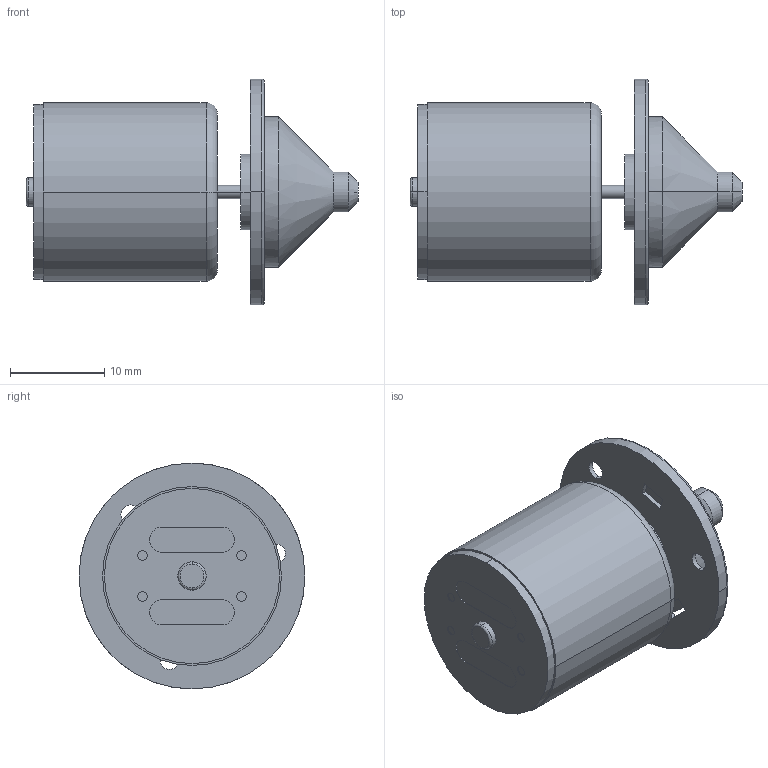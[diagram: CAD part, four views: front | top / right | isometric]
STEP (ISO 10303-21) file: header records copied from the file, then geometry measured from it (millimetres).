
FILE_DESCRIPTION(('produced by SPATIAL CORP'),'2;1');
FILE_NAME( 'test2.hh.sat.stp', '2002-04-19T14:10:39+00:00',('SPATIAL CORP'),('SPATIAL CORP'), 'ACIS STEP Husk','http://www.spatial.com','SPATIAL CORP');
FILE_SCHEMA(('CONFIG_CONTROL_DESIGN'));
Length unit declared in the file: millimetre
Products named in the file (4): PRODUCT_ID_1; PRODUCT_ID_2; PRODUCT_ID_3; PRODUCT_ID_4
Bounding box: 35.26 x 24 x 24 mm (x, y, z)
Volume: 1927.7 mm3; surface area: 4686.9 mm2
Topology: 4 solids, 4 shells, 105 faces, 244 edges, 151 vertices
Faces by surface type: cylinder 44, plane 39, torus 14, sphere 4, cone 4
Entity records: 3145 total; most frequent: DIRECTION 500, ORIENTED_EDGE 476, CARTESIAN_POINT 451, EDGE_CURVE 238, AXIS2_PLACEMENT_3D 198, VERTEX_POINT 149, EDGE_LOOP 125, FACE_BOUND 125
